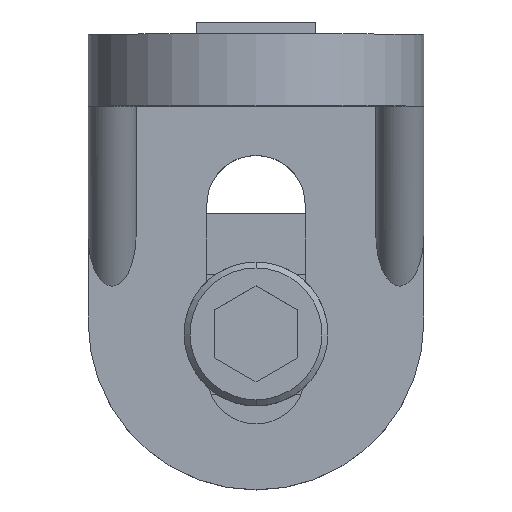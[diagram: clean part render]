
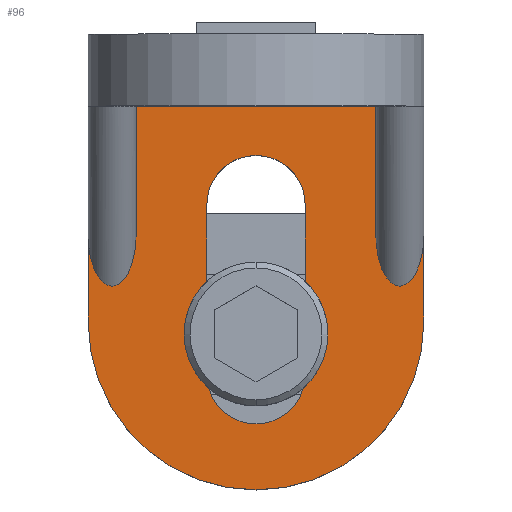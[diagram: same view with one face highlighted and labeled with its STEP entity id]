
A CAD part, top view. The second image highlights one B-rep face of the part: STEP entity #96.
In plain terms, the highlighted planar face has unit normal (0, 0, 1).
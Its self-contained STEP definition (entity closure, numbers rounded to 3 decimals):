
#96=ADVANCED_FACE('1313',(#250,#251),#252,.T.);
#250=FACE_OUTER_BOUND('',#470,.T.);
#251=FACE_BOUND('',#471,.T.);
#252=PLANE('',#472);
#470=EDGE_LOOP('',(#697,#698,#699,#700,#701,#702,#703,#704));
#471=EDGE_LOOP('',(#705,#706,#707,#708,#709,#710));
#472=AXIS2_PLACEMENT_3D('',#711,#712,#713);
#697=ORIENTED_EDGE('',*,*,#1307,.F.);
#698=ORIENTED_EDGE('',*,*,#1308,.T.);
#699=ORIENTED_EDGE('',*,*,#1309,.T.);
#700=ORIENTED_EDGE('',*,*,#1295,.F.);
#701=ORIENTED_EDGE('',*,*,#1305,.T.);
#702=ORIENTED_EDGE('',*,*,#1310,.F.);
#703=ORIENTED_EDGE('',*,*,#1311,.T.);
#704=ORIENTED_EDGE('',*,*,#1312,.F.);
#705=ORIENTED_EDGE('',*,*,#1313,.F.);
#706=ORIENTED_EDGE('',*,*,#1314,.T.);
#707=ORIENTED_EDGE('',*,*,#1315,.F.);
#708=ORIENTED_EDGE('',*,*,#1316,.F.);
#709=ORIENTED_EDGE('',*,*,#1317,.F.);
#710=ORIENTED_EDGE('',*,*,#1318,.T.);
#711=CARTESIAN_POINT('',(-14.0,-6.0,6.0));
#712=DIRECTION('',(0.0,0.0,1.0));
#713=DIRECTION('',(1.0,0.0,0.0));
#1295=EDGE_CURVE('1803',#1537,#1538,#1539,.T.);
#1305=EDGE_CURVE('1722',#1537,#1554,#1556,.T.);
#1307=EDGE_CURVE('1384',#1558,#1559,#1560,.T.);
#1308=EDGE_CURVE('1797',#1558,#1561,#1562,.T.);
#1309=EDGE_CURVE('1800',#1561,#1538,#1563,.T.);
#1310=EDGE_CURVE('1804',#1564,#1554,#1565,.T.);
#1311=EDGE_CURVE('1802',#1564,#1566,#1567,.T.);
#1312=EDGE_CURVE('1798',#1559,#1566,#1568,.T.);
#1313=EDGE_CURVE('1602',#1569,#1570,#1571,.T.);
#1314=EDGE_CURVE('1567',#1569,#1572,#1573,.T.);
#1315=EDGE_CURVE('1575',#1574,#1572,#1575,.T.);
#1316=EDGE_CURVE('1449',#1576,#1574,#1577,.T.);
#1317=EDGE_CURVE('1574',#1578,#1576,#1579,.T.);
#1318=EDGE_CURVE('1566',#1578,#1570,#1580,.T.);
#1537=VERTEX_POINT('',#1893);
#1538=VERTEX_POINT('',#1894);
#1539=LINE('',#1895,#1896);
#1554=VERTEX_POINT('',#1917);
#1556=CIRCLE('',#1920,14.0);
#1558=VERTEX_POINT('',#1922);
#1559=VERTEX_POINT('',#1923);
#1560=LINE('',#1924,#1925);
#1561=VERTEX_POINT('',#1926);
#1562=LINE('',#1927,#1928);
#1563=B_SPLINE_CURVE_WITH_KNOTS('',3,(#1929,#1930,#1931,#1932,#1933,#1934,#1935,#1936,#1937,#1938,#1939,#1940,#1941,#1942,#1943,#1944,#1945,#1946,#1947,#1948,#1949,#1950),.UNSPECIFIED.,.F.,.F.,(4,1,1,1,1,1,1,1,1,1,1,1,1,1,1,1,1,1,1,4),(0.0,0.053,0.105,0.158,0.211,0.263,0.316,0.368,0.421,0.474,0.526,0.579,0.632,0.684,0.737,0.789,0.842,0.895,0.947,1.0),.UNSPECIFIED.);
#1564=VERTEX_POINT('',#1951);
#1565=LINE('',#1952,#1953);
#1566=VERTEX_POINT('',#1954);
#1567=B_SPLINE_CURVE_WITH_KNOTS('',3,(#1955,#1956,#1957,#1958,#1959,#1960,#1961,#1962,#1963,#1964,#1965,#1966,#1967,#1968,#1969,#1970,#1971,#1972,#1973,#1974,#1975,#1976),.UNSPECIFIED.,.F.,.F.,(4,1,1,1,1,1,1,1,1,1,1,1,1,1,1,1,1,1,1,4),(0.0,0.053,0.105,0.158,0.211,0.263,0.316,0.368,0.421,0.474,0.526,0.579,0.632,0.684,0.737,0.789,0.842,0.895,0.947,1.0),.UNSPECIFIED.);
#1568=LINE('',#1977,#1978);
#1569=VERTEX_POINT('',#1979);
#1570=VERTEX_POINT('',#1980);
#1571=CIRCLE('',#1981,4.1);
#1572=VERTEX_POINT('',#1982);
#1573=CIRCLE('',#1983,6.0);
#1574=VERTEX_POINT('',#1984);
#1575=LINE('',#1985,#1986);
#1576=VERTEX_POINT('',#1987);
#1577=CIRCLE('',#1988,4.1);
#1578=VERTEX_POINT('',#1989);
#1579=LINE('',#1990,#1991);
#1580=CIRCLE('',#1992,6.0);
#1893=CARTESIAN_POINT('',(-14.0,-24.0,6.0));
#1894=CARTESIAN_POINT('',(-14.0,-16.75,6.0));
#1895=CARTESIAN_POINT('',(-14.0,-24.0,6.0));
#1896=VECTOR('',#2458,7.25);
#1917=CARTESIAN_POINT('',(14.0,-24.0,6.0));
#1920=AXIS2_PLACEMENT_3D('',#2469,#2470,#2471);
#1922=CARTESIAN_POINT('',(-10.0,-6.0,6.0));
#1923=CARTESIAN_POINT('',(10.0,-6.0,6.0));
#1924=CARTESIAN_POINT('',(-10.0,-6.0,6.0));
#1925=VECTOR('',#2472,20.0);
#1926=CARTESIAN_POINT('',(-10.0,-16.75,6.0));
#1927=CARTESIAN_POINT('',(-10.0,-6.0,6.0));
#1928=VECTOR('',#2473,10.75);
#1929=CARTESIAN_POINT('',(-10.0,-16.75,6.0));
#1930=CARTESIAN_POINT('',(-10.0,-17.04,6.0));
#1931=CARTESIAN_POINT('',(-10.028,-17.588,6.0));
#1932=CARTESIAN_POINT('',(-10.13,-18.316,6.0));
#1933=CARTESIAN_POINT('',(-10.28,-18.957,6.0));
#1934=CARTESIAN_POINT('',(-10.47,-19.516,6.0));
#1935=CARTESIAN_POINT('',(-10.695,-19.994,6.0));
#1936=CARTESIAN_POINT('',(-10.951,-20.389,6.0));
#1937=CARTESIAN_POINT('',(-11.237,-20.699,6.0));
#1938=CARTESIAN_POINT('',(-11.544,-20.907,6.0));
#1939=CARTESIAN_POINT('',(-11.851,-21.004,6.0));
#1940=CARTESIAN_POINT('',(-12.15,-21.004,6.0));
#1941=CARTESIAN_POINT('',(-12.458,-20.906,6.0));
#1942=CARTESIAN_POINT('',(-12.765,-20.697,6.0));
#1943=CARTESIAN_POINT('',(-13.051,-20.387,6.0));
#1944=CARTESIAN_POINT('',(-13.306,-19.992,6.0));
#1945=CARTESIAN_POINT('',(-13.531,-19.514,6.0));
#1946=CARTESIAN_POINT('',(-13.72,-18.955,6.0));
#1947=CARTESIAN_POINT('',(-13.87,-18.314,6.0));
#1948=CARTESIAN_POINT('',(-13.972,-17.587,6.0));
#1949=CARTESIAN_POINT('',(-14.0,-17.039,6.0));
#1950=CARTESIAN_POINT('',(-14.0,-16.75,6.0));
#1951=CARTESIAN_POINT('',(14.0,-16.75,6.0));
#1952=CARTESIAN_POINT('',(14.0,-16.75,6.0));
#1953=VECTOR('',#2474,7.25);
#1954=CARTESIAN_POINT('',(10.0,-16.75,6.0));
#1955=CARTESIAN_POINT('',(14.0,-16.75,6.0));
#1956=CARTESIAN_POINT('',(14.0,-17.04,6.0));
#1957=CARTESIAN_POINT('',(13.972,-17.588,6.0));
#1958=CARTESIAN_POINT('',(13.87,-18.316,6.0));
#1959=CARTESIAN_POINT('',(13.72,-18.957,6.0));
#1960=CARTESIAN_POINT('',(13.53,-19.516,6.0));
#1961=CARTESIAN_POINT('',(13.305,-19.994,6.0));
#1962=CARTESIAN_POINT('',(13.049,-20.389,6.0));
#1963=CARTESIAN_POINT('',(12.763,-20.699,6.0));
#1964=CARTESIAN_POINT('',(12.456,-20.907,6.0));
#1965=CARTESIAN_POINT('',(12.149,-21.004,6.0));
#1966=CARTESIAN_POINT('',(11.85,-21.004,6.0));
#1967=CARTESIAN_POINT('',(11.542,-20.906,6.0));
#1968=CARTESIAN_POINT('',(11.235,-20.697,6.0));
#1969=CARTESIAN_POINT('',(10.949,-20.387,6.0));
#1970=CARTESIAN_POINT('',(10.694,-19.992,6.0));
#1971=CARTESIAN_POINT('',(10.469,-19.514,6.0));
#1972=CARTESIAN_POINT('',(10.28,-18.955,6.0));
#1973=CARTESIAN_POINT('',(10.13,-18.314,6.0));
#1974=CARTESIAN_POINT('',(10.028,-17.587,6.0));
#1975=CARTESIAN_POINT('',(10.0,-17.039,6.0));
#1976=CARTESIAN_POINT('',(10.0,-16.75,6.0));
#1977=CARTESIAN_POINT('',(10.0,-6.0,6.0));
#1978=VECTOR('',#2475,10.75);
#1979=CARTESIAN_POINT('',(-3.943,-29.522,6.0));
#1980=CARTESIAN_POINT('',(3.943,-29.522,6.0));
#1981=AXIS2_PLACEMENT_3D('',#2476,#2477,#2478);
#1982=CARTESIAN_POINT('',(-4.1,-20.619,6.0));
#1983=AXIS2_PLACEMENT_3D('',#2479,#2480,#2481);
#1984=CARTESIAN_POINT('',(-4.1,-14.2,6.0));
#1985=CARTESIAN_POINT('',(-4.1,-14.2,6.0));
#1986=VECTOR('',#2482,6.419);
#1987=CARTESIAN_POINT('',(4.1,-14.2,6.0));
#1988=AXIS2_PLACEMENT_3D('',#2483,#2484,#2485);
#1989=CARTESIAN_POINT('',(4.1,-20.619,6.0));
#1990=CARTESIAN_POINT('',(4.1,-20.619,6.0));
#1991=VECTOR('',#2486,6.419);
#1992=AXIS2_PLACEMENT_3D('',#2487,#2488,#2489);
#2458=DIRECTION('',(0.0,1.0,0.0));
#2469=CARTESIAN_POINT('',(0.0,-24.0,6.0));
#2470=DIRECTION('',(0.0,0.0,1.0));
#2471=DIRECTION('',(-1.0,0.0,0.0));
#2472=DIRECTION('',(1.0,0.0,0.0));
#2473=DIRECTION('',(0.0,-1.0,0.0));
#2474=DIRECTION('',(0.0,-1.0,0.0));
#2475=DIRECTION('',(0.0,-1.0,0.0));
#2476=CARTESIAN_POINT('',(0.0,-28.4,6.0));
#2477=DIRECTION('',(0.0,0.0,1.0));
#2478=DIRECTION('',(-0.962,-0.274,0.0));
#2479=CARTESIAN_POINT('',(0.0,-25.0,6.0));
#2480=DIRECTION('',(-0.0,0.0,-1.0));
#2481=DIRECTION('',(-0.657,-0.754,0.0));
#2482=DIRECTION('',(0.0,-1.0,0.0));
#2483=CARTESIAN_POINT('',(0.0,-14.2,6.0));
#2484=DIRECTION('',(0.0,0.0,1.0));
#2485=DIRECTION('',(1.0,0.0,0.0));
#2486=DIRECTION('',(0.0,1.0,0.0));
#2487=CARTESIAN_POINT('',(0.0,-25.0,6.0));
#2488=DIRECTION('',(0.0,0.0,-1.0));
#2489=DIRECTION('',(0.683,0.73,0.0));
